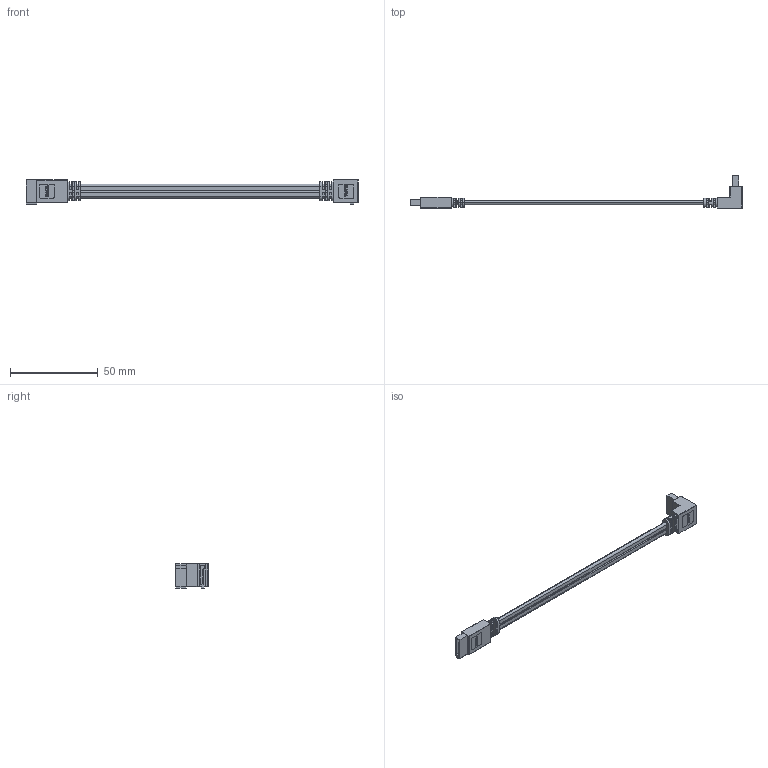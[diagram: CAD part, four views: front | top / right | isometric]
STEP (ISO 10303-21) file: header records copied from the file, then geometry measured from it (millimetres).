
FILE_DESCRIPTION (( 'STEP AP203' ), '1' );
FILE_NAME ('CASATAR-05M.STEP', '2006-06-30T19:50:00', ( ' ' ), ( ' ' ), 'SwSTEP 2.0', 'SolidWorks 2005354', '' );
FILE_SCHEMA (( 'CONFIG_CONTROL_DESIGN' ));
Length unit declared in the file: inch
Products named in the file (5): 3AC03-036; MTN-106; CASATAR-05M; 3AB16-005; MTN-107
Assembly tree (5 placements, depth 2):
  CASATAR-05M
    3AB16-005  x2
    MTN-106
    3AC03-036
    MTN-107
Bounding box: 189.48 x 18.59 x 13.97 mm (x, y, z)
Volume: 6282.6 mm3; surface area: 6329.8 mm2
Topology: 5 solids, 5 shells, 494 faces, 1435 edges, 934 vertices
Faces by surface type: plane 301, cylinder 95, bspline 84, sphere 12, torus 2
Entity records: 19864 total; most frequent: CARTESIAN_POINT 7861, ORIENTED_EDGE 2594, DIRECTION 2075, EDGE_CURVE 1297, VECTOR 923, LINE 923, VERTEX_POINT 850, AXIS2_PLACEMENT_3D 576
